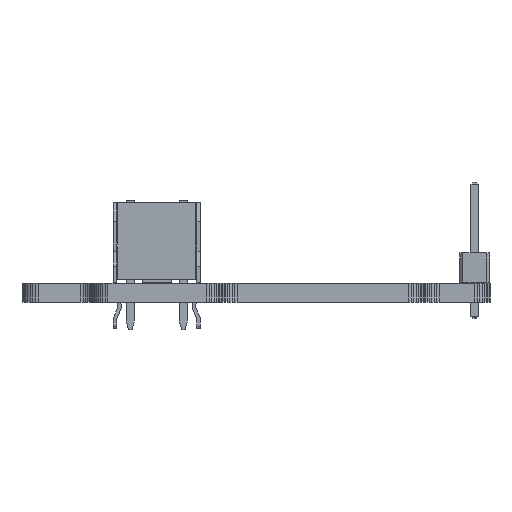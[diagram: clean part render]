
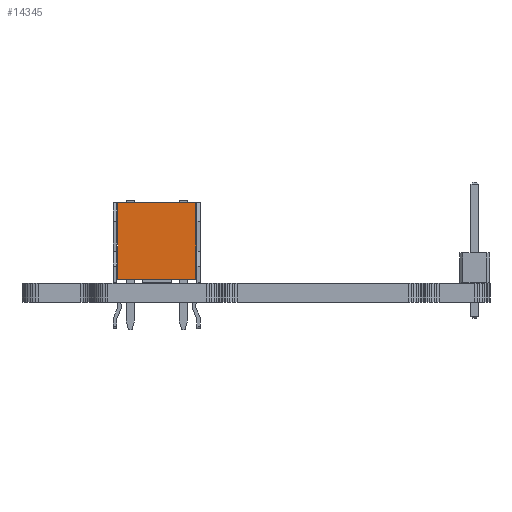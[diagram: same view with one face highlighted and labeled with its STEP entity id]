
A CAD part, left-side view. The second image highlights one B-rep face of the part: STEP entity #14345.
In plain terms, the highlighted face is planar.
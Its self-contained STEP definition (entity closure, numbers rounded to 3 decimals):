
#13493 = PLANE('',#13494);
#13494 = AXIS2_PLACEMENT_3D('',#13495,#13496,#13497);
#13495 = CARTESIAN_POINT('',(5.545,-0.94,0.3));
#13496 = DIRECTION('',(0.,0.,1.));
#13497 = DIRECTION('',(-1.,0.,0.));
#13521 = PLANE('',#13522);
#13522 = AXIS2_PLACEMENT_3D('',#13523,#13524,#13525);
#13523 = CARTESIAN_POINT('',(5.545,-0.94,6.8));
#13524 = DIRECTION('',(-1.,0.,0.));
#13525 = DIRECTION('',(0.,0.,-1.));
#13549 = PLANE('',#13550);
#13550 = AXIS2_PLACEMENT_3D('',#13551,#13552,#13553);
#13551 = CARTESIAN_POINT('',(-1.055,-0.94,6.8));
#13552 = DIRECTION('',(0.,0.,-1.));
#13553 = DIRECTION('',(1.,0.,0.));
#13575 = PLANE('',#13576);
#13576 = AXIS2_PLACEMENT_3D('',#13577,#13578,#13579);
#13577 = CARTESIAN_POINT('',(-1.055,-0.94,0.3));
#13578 = DIRECTION('',(1.,0.,0.));
#13579 = DIRECTION('',(0.,0.,1.));
#13638 = VERTEX_POINT('',#13639);
#13639 = CARTESIAN_POINT('',(5.545,-0.94,0.3));
#13662 = VERTEX_POINT('',#13663);
#13663 = CARTESIAN_POINT('',(-1.055,-0.94,0.3));
#13684 = EDGE_CURVE('',#13638,#13662,#13685,.T.);
#13685 = SURFACE_CURVE('',#13686,(#13690,#13697),.PCURVE_S1.);
#13686 = LINE('',#13687,#13688);
#13687 = CARTESIAN_POINT('',(5.545,-0.94,0.3));
#13688 = VECTOR('',#13689,1.);
#13689 = DIRECTION('',(-1.,0.,0.));
#13690 = PCURVE('',#13493,#13691);
#13691 = DEFINITIONAL_REPRESENTATION('',(#13692),#13696);
#13692 = LINE('',#13693,#13694);
#13693 = CARTESIAN_POINT('',(0.,-0.));
#13694 = VECTOR('',#13695,1.);
#13695 = DIRECTION('',(1.,0.));
#13696 = ( GEOMETRIC_REPRESENTATION_CONTEXT(2) 
PARAMETRIC_REPRESENTATION_CONTEXT() REPRESENTATION_CONTEXT('2D SPACE',''
  ) );
#13697 = PCURVE('',#13698,#13703);
#13698 = PLANE('',#13699);
#13699 = AXIS2_PLACEMENT_3D('',#13700,#13701,#13702);
#13700 = CARTESIAN_POINT('',(5.545,-0.94,0.3));
#13701 = DIRECTION('',(0.,-1.,0.));
#13702 = DIRECTION('',(0.,0.,1.));
#13703 = DEFINITIONAL_REPRESENTATION('',(#13704),#13708);
#13704 = LINE('',#13705,#13706);
#13705 = CARTESIAN_POINT('',(0.,0.));
#13706 = VECTOR('',#13707,1.);
#13707 = DIRECTION('',(0.,1.));
#13708 = ( GEOMETRIC_REPRESENTATION_CONTEXT(2) 
PARAMETRIC_REPRESENTATION_CONTEXT() REPRESENTATION_CONTEXT('2D SPACE',''
  ) );
#13942 = VERTEX_POINT('',#13943);
#13943 = CARTESIAN_POINT('',(5.545,-0.94,6.8));
#13966 = EDGE_CURVE('',#13942,#13638,#13967,.T.);
#13967 = SURFACE_CURVE('',#13968,(#13972,#13979),.PCURVE_S1.);
#13968 = LINE('',#13969,#13970);
#13969 = CARTESIAN_POINT('',(5.545,-0.94,6.8));
#13970 = VECTOR('',#13971,1.);
#13971 = DIRECTION('',(0.,0.,-1.));
#13972 = PCURVE('',#13521,#13973);
#13973 = DEFINITIONAL_REPRESENTATION('',(#13974),#13978);
#13974 = LINE('',#13975,#13976);
#13975 = CARTESIAN_POINT('',(0.,-0.));
#13976 = VECTOR('',#13977,1.);
#13977 = DIRECTION('',(1.,0.));
#13978 = ( GEOMETRIC_REPRESENTATION_CONTEXT(2) 
PARAMETRIC_REPRESENTATION_CONTEXT() REPRESENTATION_CONTEXT('2D SPACE',''
  ) );
#13979 = PCURVE('',#13698,#13980);
#13980 = DEFINITIONAL_REPRESENTATION('',(#13981),#13985);
#13981 = LINE('',#13982,#13983);
#13982 = CARTESIAN_POINT('',(6.5,0.));
#13983 = VECTOR('',#13984,1.);
#13984 = DIRECTION('',(-1.,0.));
#13985 = ( GEOMETRIC_REPRESENTATION_CONTEXT(2) 
PARAMETRIC_REPRESENTATION_CONTEXT() REPRESENTATION_CONTEXT('2D SPACE',''
  ) );
#13993 = VERTEX_POINT('',#13994);
#13994 = CARTESIAN_POINT('',(-1.055,-0.94,6.8));
#14015 = EDGE_CURVE('',#13662,#13993,#14016,.T.);
#14016 = SURFACE_CURVE('',#14017,(#14021,#14028),.PCURVE_S1.);
#14017 = LINE('',#14018,#14019);
#14018 = CARTESIAN_POINT('',(-1.055,-0.94,0.3));
#14019 = VECTOR('',#14020,1.);
#14020 = DIRECTION('',(0.,0.,1.));
#14021 = PCURVE('',#13575,#14022);
#14022 = DEFINITIONAL_REPRESENTATION('',(#14023),#14027);
#14023 = LINE('',#14024,#14025);
#14024 = CARTESIAN_POINT('',(0.,-0.));
#14025 = VECTOR('',#14026,1.);
#14026 = DIRECTION('',(1.,0.));
#14027 = ( GEOMETRIC_REPRESENTATION_CONTEXT(2) 
PARAMETRIC_REPRESENTATION_CONTEXT() REPRESENTATION_CONTEXT('2D SPACE',''
  ) );
#14028 = PCURVE('',#13698,#14029);
#14029 = DEFINITIONAL_REPRESENTATION('',(#14030),#14034);
#14030 = LINE('',#14031,#14032);
#14031 = CARTESIAN_POINT('',(0.,6.6));
#14032 = VECTOR('',#14033,1.);
#14033 = DIRECTION('',(1.,0.));
#14034 = ( GEOMETRIC_REPRESENTATION_CONTEXT(2) 
PARAMETRIC_REPRESENTATION_CONTEXT() REPRESENTATION_CONTEXT('2D SPACE',''
  ) );
#14042 = EDGE_CURVE('',#13993,#13942,#14043,.T.);
#14043 = SURFACE_CURVE('',#14044,(#14048,#14055),.PCURVE_S1.);
#14044 = LINE('',#14045,#14046);
#14045 = CARTESIAN_POINT('',(-1.055,-0.94,6.8));
#14046 = VECTOR('',#14047,1.);
#14047 = DIRECTION('',(1.,0.,0.));
#14048 = PCURVE('',#13549,#14049);
#14049 = DEFINITIONAL_REPRESENTATION('',(#14050),#14054);
#14050 = LINE('',#14051,#14052);
#14051 = CARTESIAN_POINT('',(0.,-0.));
#14052 = VECTOR('',#14053,1.);
#14053 = DIRECTION('',(1.,0.));
#14054 = ( GEOMETRIC_REPRESENTATION_CONTEXT(2) 
PARAMETRIC_REPRESENTATION_CONTEXT() REPRESENTATION_CONTEXT('2D SPACE',''
  ) );
#14055 = PCURVE('',#13698,#14056);
#14056 = DEFINITIONAL_REPRESENTATION('',(#14057),#14061);
#14057 = LINE('',#14058,#14059);
#14058 = CARTESIAN_POINT('',(6.5,6.6));
#14059 = VECTOR('',#14060,1.);
#14060 = DIRECTION('',(0.,-1.));
#14061 = ( GEOMETRIC_REPRESENTATION_CONTEXT(2) 
PARAMETRIC_REPRESENTATION_CONTEXT() REPRESENTATION_CONTEXT('2D SPACE',''
  ) );
#14345 = ADVANCED_FACE('',(#14346),#13698,.T.);
#14346 = FACE_BOUND('',#14347,.F.);
#14347 = EDGE_LOOP('',(#14348,#14349,#14350,#14351));
#14348 = ORIENTED_EDGE('',*,*,#13684,.T.);
#14349 = ORIENTED_EDGE('',*,*,#14015,.T.);
#14350 = ORIENTED_EDGE('',*,*,#14042,.T.);
#14351 = ORIENTED_EDGE('',*,*,#13966,.T.);
